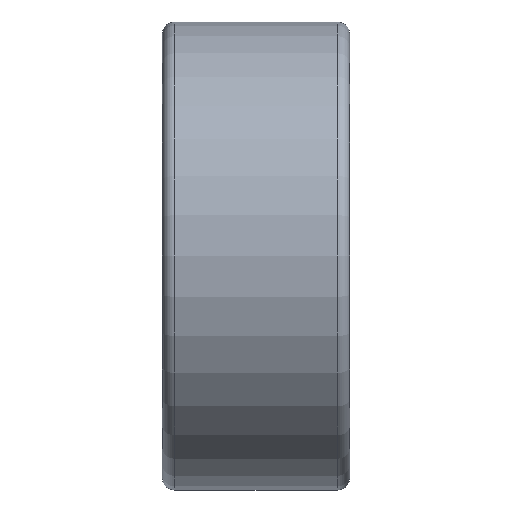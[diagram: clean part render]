
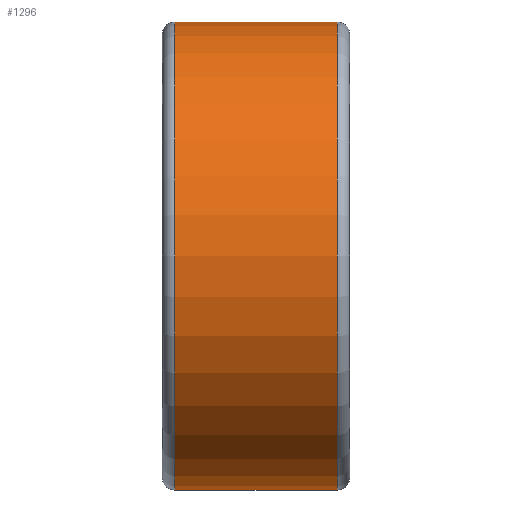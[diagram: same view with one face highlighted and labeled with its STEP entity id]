
A CAD part, front view. The second image highlights one B-rep face of the part: STEP entity #1296.
In plain terms, the highlighted cylindrical face has radius 62.5 mm (diameter 125 mm), a partial arc.
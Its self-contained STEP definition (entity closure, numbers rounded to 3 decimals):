
#55 = VECTOR ( 'NONE', #1060, 1000. ) ;
#162 = AXIS2_PLACEMENT_3D ( 'NONE', #982, #463, #1115 ) ;
#197 = CARTESIAN_POINT ( 'NONE',  ( 0., 0., -62.5 ) ) ;
#208 = CIRCLE ( 'NONE', #162, 62.5 ) ;
#244 = CYLINDRICAL_SURFACE ( 'NONE', #325, 62.5 ) ;
#268 = CARTESIAN_POINT ( 'NONE',  ( 21.768, 0., 0. ) ) ;
#283 = VECTOR ( 'NONE', #1564, 1000. ) ;
#285 = CARTESIAN_POINT ( 'NONE',  ( -21.768, 0., 62.5 ) ) ;
#300 = ORIENTED_EDGE ( 'NONE', *, *, #446, .T. ) ;
#306 = LINE ( 'NONE', #1329, #283 ) ;
#313 = AXIS2_PLACEMENT_3D ( 'NONE', #268, #526, #1287 ) ;
#318 = VERTEX_POINT ( 'NONE', #995 ) ;
#325 = AXIS2_PLACEMENT_3D ( 'NONE', #1471, #587, #610 ) ;
#446 = EDGE_CURVE ( 'NONE', #639, #318, #1023, .T. ) ;
#463 = DIRECTION ( 'NONE',  ( -1., 0., 0. ) ) ;
#511 = EDGE_CURVE ( 'NONE', #318, #1464, #306, .T. ) ;
#526 = DIRECTION ( 'NONE',  ( -1., 0., 0. ) ) ;
#546 = ORIENTED_EDGE ( 'NONE', *, *, #511, .T. ) ;
#587 = DIRECTION ( 'NONE',  ( -1., 0., 0. ) ) ;
#610 = DIRECTION ( 'NONE',  ( 0., 0., 1. ) ) ;
#639 = VERTEX_POINT ( 'NONE', #716 ) ;
#643 = EDGE_CURVE ( 'NONE', #1036, #1464, #208, .T. ) ;
#716 = CARTESIAN_POINT ( 'NONE',  ( 21.768, 0., -62.5 ) ) ;
#869 = EDGE_CURVE ( 'NONE', #639, #1036, #1312, .T. ) ;
#933 = FACE_OUTER_BOUND ( 'NONE', #1041, .T. ) ;
#982 = CARTESIAN_POINT ( 'NONE',  ( -21.768, 0., 0. ) ) ;
#995 = CARTESIAN_POINT ( 'NONE',  ( 21.768, 0., 62.5 ) ) ;
#1023 = CIRCLE ( 'NONE', #313, 62.5 ) ;
#1036 = VERTEX_POINT ( 'NONE', #1229 ) ;
#1041 = EDGE_LOOP ( 'NONE', ( #1249, #300, #546, #1247 ) ) ;
#1060 = DIRECTION ( 'NONE',  ( -1., 0., 0. ) ) ;
#1115 = DIRECTION ( 'NONE',  ( 0., 0., 1. ) ) ;
#1229 = CARTESIAN_POINT ( 'NONE',  ( -21.768, 0., -62.5 ) ) ;
#1247 = ORIENTED_EDGE ( 'NONE', *, *, #643, .F. ) ;
#1249 = ORIENTED_EDGE ( 'NONE', *, *, #869, .F. ) ;
#1287 = DIRECTION ( 'NONE',  ( 0., 0., 1. ) ) ;
#1296 = ADVANCED_FACE ( 'NONE', ( #933 ), #244, .T. ) ;
#1312 = LINE ( 'NONE', #197, #55 ) ;
#1329 = CARTESIAN_POINT ( 'NONE',  ( 0., 0., 62.5 ) ) ;
#1464 = VERTEX_POINT ( 'NONE', #285 ) ;
#1471 = CARTESIAN_POINT ( 'NONE',  ( 0., 0., 0. ) ) ;
#1564 = DIRECTION ( 'NONE',  ( -1., 0., 0. ) ) ;
